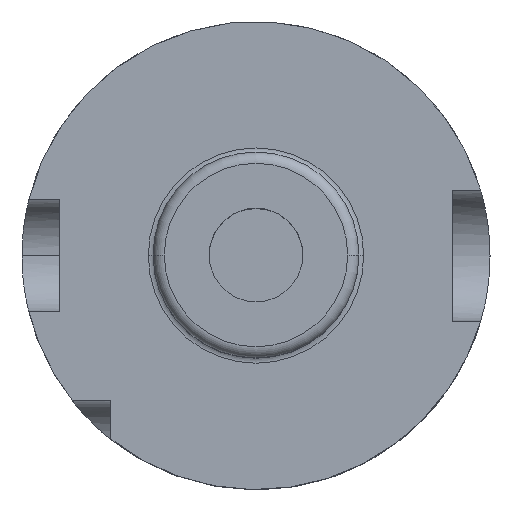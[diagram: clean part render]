
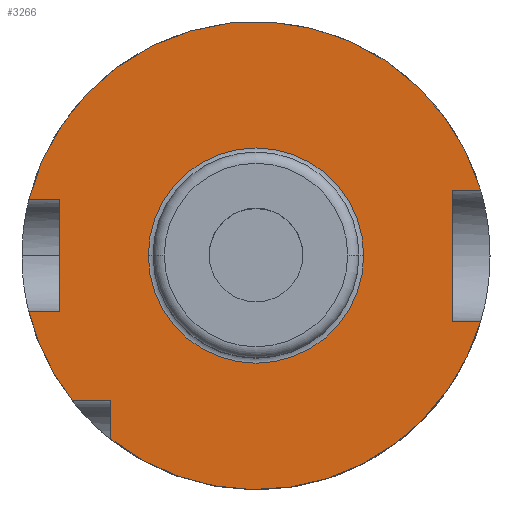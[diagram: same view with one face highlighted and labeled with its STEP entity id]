
A CAD part, top view. The second image highlights one B-rep face of the part: STEP entity #3266.
In plain terms, the highlighted planar face has unit normal (0, 0, 1).
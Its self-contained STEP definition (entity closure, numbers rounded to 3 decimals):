
#2 = ORIENTED_EDGE ( 'NONE', *, *, #57, .T. ) ;
#57 = EDGE_CURVE ( 'NONE', #2305, #780, #2493, .T. ) ;
#76 = AXIS2_PLACEMENT_3D ( 'NONE', #1851, #295, #2641 ) ;
#149 = VECTOR ( 'NONE', #1537, 1000. ) ;
#165 = VECTOR ( 'NONE', #237, 1000. ) ;
#199 = DIRECTION ( 'NONE',  ( 1., 0., 0. ) ) ;
#217 = FACE_OUTER_BOUND ( 'NONE', #2960, .T. ) ;
#237 = DIRECTION ( 'NONE',  ( 1., 0., 0. ) ) ;
#295 = DIRECTION ( 'NONE',  ( 0., 0., -1. ) ) ;
#300 = FACE_BOUND ( 'NONE', #342, .T. ) ;
#342 = EDGE_LOOP ( 'NONE', ( #1030, #2801 ) ) ;
#357 = DIRECTION ( 'NONE',  ( 0., 0., -1. ) ) ;
#361 = ORIENTED_EDGE ( 'NONE', *, *, #2941, .T. ) ;
#363 = LINE ( 'NONE', #3318, #1825 ) ;
#387 = VERTEX_POINT ( 'NONE', #600 ) ;
#421 = DIRECTION ( 'NONE',  ( -1., 0., 0. ) ) ;
#447 = ORIENTED_EDGE ( 'NONE', *, *, #1910, .T. ) ;
#464 = AXIS2_PLACEMENT_3D ( 'NONE', #3124, #1860, #1834 ) ;
#480 = DIRECTION ( 'NONE',  ( -1., 0., 0. ) ) ;
#554 = DIRECTION ( 'NONE',  ( 1., 0., 0. ) ) ;
#587 = ORIENTED_EDGE ( 'NONE', *, *, #909, .T. ) ;
#596 = CARTESIAN_POINT ( 'NONE',  ( -15.5, -19.615, 26. ) ) ;
#600 = CARTESIAN_POINT ( 'NONE',  ( 21., -7., 26. ) ) ;
#602 = DIRECTION ( 'NONE',  ( -1., 0., 0. ) ) ;
#644 = VERTEX_POINT ( 'NONE', #1641 ) ;
#739 = EDGE_CURVE ( 'NONE', #780, #1399, #2389, .T. ) ;
#756 = DIRECTION ( 'NONE',  ( 1., 0., 0. ) ) ;
#767 = AXIS2_PLACEMENT_3D ( 'NONE', #2190, #357, #602 ) ;
#780 = VERTEX_POINT ( 'NONE', #2519 ) ;
#789 = DIRECTION ( 'NONE',  ( 0., -1., 0. ) ) ;
#851 = AXIS2_PLACEMENT_3D ( 'NONE', #1301, #2563, #2815 ) ;
#881 = EDGE_CURVE ( 'NONE', #1330, #1108, #1009, .T. ) ;
#909 = EDGE_CURVE ( 'NONE', #1108, #2409, #958, .T. ) ;
#958 = LINE ( 'NONE', #2340, #149 ) ;
#966 = CARTESIAN_POINT ( 'NONE',  ( 0., -15.5, 26. ) ) ;
#981 = EDGE_CURVE ( 'NONE', #644, #387, #2237, .T. ) ;
#1009 = LINE ( 'NONE', #2800, #1096 ) ;
#1030 = ORIENTED_EDGE ( 'NONE', *, *, #1329, .T. ) ;
#1042 = CARTESIAN_POINT ( 'NONE',  ( 24., -7., 26. ) ) ;
#1079 = CARTESIAN_POINT ( 'NONE',  ( 24., 7., 26. ) ) ;
#1096 = VECTOR ( 'NONE', #3257, 1000. ) ;
#1108 = VERTEX_POINT ( 'NONE', #2812 ) ;
#1146 = EDGE_CURVE ( 'NONE', #2564, #644, #363, .T. ) ;
#1219 = ORIENTED_EDGE ( 'NONE', *, *, #1714, .F. ) ;
#1281 = AXIS2_PLACEMENT_3D ( 'NONE', #2339, #1546, #756 ) ;
#1301 = CARTESIAN_POINT ( 'NONE',  ( 0., 25., 26. ) ) ;
#1329 = EDGE_CURVE ( 'NONE', #1444, #2930, #1990, .T. ) ;
#1330 = VERTEX_POINT ( 'NONE', #2362 ) ;
#1369 = VERTEX_POINT ( 'NONE', #596 ) ;
#1399 = VERTEX_POINT ( 'NONE', #2171 ) ;
#1444 = VERTEX_POINT ( 'NONE', #1926 ) ;
#1537 = DIRECTION ( 'NONE',  ( 0., -1., 0. ) ) ;
#1544 = ORIENTED_EDGE ( 'NONE', *, *, #1873, .T. ) ;
#1546 = DIRECTION ( 'NONE',  ( 0., 0., 1. ) ) ;
#1637 = AXIS2_PLACEMENT_3D ( 'NONE', #2394, #2119, #554 ) ;
#1641 = CARTESIAN_POINT ( 'NONE',  ( 21., 7., 26. ) ) ;
#1714 = EDGE_CURVE ( 'NONE', #2305, #2409, #2327, .T. ) ;
#1726 = CARTESIAN_POINT ( 'NONE',  ( 11.5, 0., 26. ) ) ;
#1763 = ORIENTED_EDGE ( 'NONE', *, *, #1146, .F. ) ;
#1825 = VECTOR ( 'NONE', #480, 1000. ) ;
#1834 = DIRECTION ( 'NONE',  ( 1., 0., 0. ) ) ;
#1851 = CARTESIAN_POINT ( 'NONE',  ( 0., 0., 26. ) ) ;
#1860 = DIRECTION ( 'NONE',  ( 0., 0., 1. ) ) ;
#1867 = CARTESIAN_POINT ( 'NONE',  ( -21., -6., 26. ) ) ;
#1873 = EDGE_CURVE ( 'NONE', #1369, #2574, #3071, .T. ) ;
#1884 = VECTOR ( 'NONE', #3155, 1000. ) ;
#1910 = EDGE_CURVE ( 'NONE', #1399, #1369, #2561, .T. ) ;
#1926 = CARTESIAN_POINT ( 'NONE',  ( -11.5, 0., 26. ) ) ;
#1930 = LINE ( 'NONE', #3016, #2141 ) ;
#1939 = EDGE_CURVE ( 'NONE', #2564, #1330, #3145, .T. ) ;
#1990 = CIRCLE ( 'NONE', #76, 11.5 ) ;
#2010 = CARTESIAN_POINT ( 'NONE',  ( -24.269, -6., 26. ) ) ;
#2053 = EDGE_CURVE ( 'NONE', #2930, #1444, #3225, .T. ) ;
#2119 = DIRECTION ( 'NONE',  ( 0., 0., 1. ) ) ;
#2141 = VECTOR ( 'NONE', #421, 1000. ) ;
#2171 = CARTESIAN_POINT ( 'NONE',  ( -15.5, -15.5, 26. ) ) ;
#2190 = CARTESIAN_POINT ( 'NONE',  ( 0., 0., 26. ) ) ;
#2237 = LINE ( 'NONE', #2347, #3212 ) ;
#2303 = CARTESIAN_POINT ( 'NONE',  ( -31., -6., 26. ) ) ;
#2305 = VERTEX_POINT ( 'NONE', #2010 ) ;
#2327 = LINE ( 'NONE', #2303, #165 ) ;
#2339 = CARTESIAN_POINT ( 'NONE',  ( 0., 0., 26. ) ) ;
#2340 = CARTESIAN_POINT ( 'NONE',  ( -21., -6., 26. ) ) ;
#2347 = CARTESIAN_POINT ( 'NONE',  ( 21., -7., 26. ) ) ;
#2362 = CARTESIAN_POINT ( 'NONE',  ( -24.269, 6., 26. ) ) ;
#2389 = LINE ( 'NONE', #966, #2972 ) ;
#2394 = CARTESIAN_POINT ( 'NONE',  ( 0., 0., 26. ) ) ;
#2409 = VERTEX_POINT ( 'NONE', #1867 ) ;
#2449 = ORIENTED_EDGE ( 'NONE', *, *, #739, .T. ) ;
#2493 = CIRCLE ( 'NONE', #1281, 25. ) ;
#2519 = CARTESIAN_POINT ( 'NONE',  ( -19.615, -15.5, 26. ) ) ;
#2533 = ORIENTED_EDGE ( 'NONE', *, *, #1939, .T. ) ;
#2561 = LINE ( 'NONE', #2654, #1884 ) ;
#2563 = DIRECTION ( 'NONE',  ( 0., 0., -1. ) ) ;
#2564 = VERTEX_POINT ( 'NONE', #1079 ) ;
#2574 = VERTEX_POINT ( 'NONE', #1042 ) ;
#2641 = DIRECTION ( 'NONE',  ( -1., 0., 0. ) ) ;
#2654 = CARTESIAN_POINT ( 'NONE',  ( -15.5, 25., 26. ) ) ;
#2800 = CARTESIAN_POINT ( 'NONE',  ( -31., 6., 26. ) ) ;
#2801 = ORIENTED_EDGE ( 'NONE', *, *, #2053, .T. ) ;
#2812 = CARTESIAN_POINT ( 'NONE',  ( -21., 6., 26. ) ) ;
#2815 = DIRECTION ( 'NONE',  ( -1., 0., 0. ) ) ;
#2930 = VERTEX_POINT ( 'NONE', #1726 ) ;
#2941 = EDGE_CURVE ( 'NONE', #2574, #387, #1930, .T. ) ;
#2960 = EDGE_LOOP ( 'NONE', ( #2, #2449, #447, #1544, #361, #3213, #1763, #2533, #3094, #587, #1219 ) ) ;
#2972 = VECTOR ( 'NONE', #199, 1000. ) ;
#3016 = CARTESIAN_POINT ( 'NONE',  ( 31., -7., 26. ) ) ;
#3071 = CIRCLE ( 'NONE', #1637, 25. ) ;
#3094 = ORIENTED_EDGE ( 'NONE', *, *, #881, .T. ) ;
#3124 = CARTESIAN_POINT ( 'NONE',  ( 0., 0., 26. ) ) ;
#3145 = CIRCLE ( 'NONE', #464, 25. ) ;
#3155 = DIRECTION ( 'NONE',  ( 0., -1., 0. ) ) ;
#3212 = VECTOR ( 'NONE', #789, 1000. ) ;
#3213 = ORIENTED_EDGE ( 'NONE', *, *, #981, .F. ) ;
#3225 = CIRCLE ( 'NONE', #767, 11.5 ) ;
#3257 = DIRECTION ( 'NONE',  ( 1., 0., 0. ) ) ;
#3266 = ADVANCED_FACE ( 'NONE', ( #300, #217 ), #3320, .F. ) ;
#3318 = CARTESIAN_POINT ( 'NONE',  ( 31., 7., 26. ) ) ;
#3320 = PLANE ( 'NONE',  #851 ) ;
